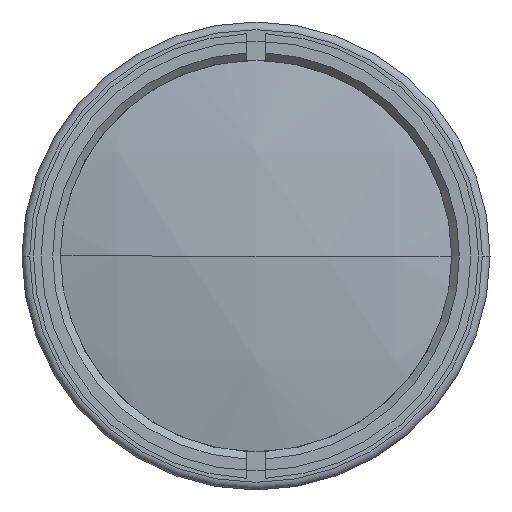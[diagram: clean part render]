
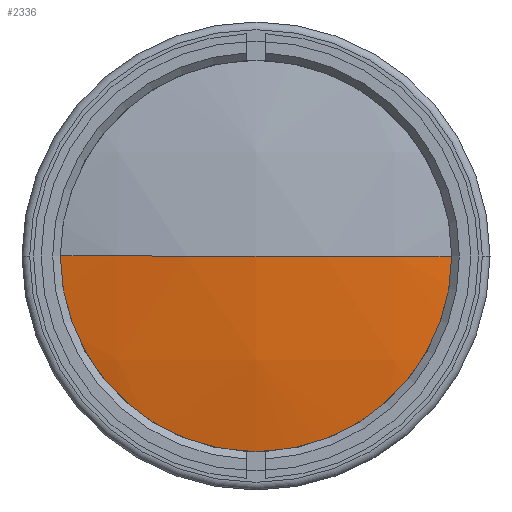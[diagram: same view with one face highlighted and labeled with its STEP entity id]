
A CAD part, left-side view. The second image highlights one B-rep face of the part: STEP entity #2336.
In plain terms, the highlighted spherical face has radius 124 mm.
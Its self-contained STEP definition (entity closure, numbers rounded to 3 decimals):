
#399 = AXIS2_PLACEMENT_3D ( 'NONE', #2413, #3184, #621 ) ;
#445 = AXIS2_PLACEMENT_3D ( 'NONE', #1876, #3022, #760 ) ;
#519 = CARTESIAN_POINT ( 'NONE',  ( 16.66, 0., 0. ) ) ;
#621 = DIRECTION ( 'NONE',  ( 0., 1., 0. ) ) ;
#683 = VERTEX_POINT ( 'NONE', #2140 ) ;
#760 = DIRECTION ( 'NONE',  ( 0., 0., 1. ) ) ;
#825 = DIRECTION ( 'NONE',  ( 0., 1., 0. ) ) ;
#835 = EDGE_CURVE ( 'NONE', #1155, #683, #1344, .T. ) ;
#974 = SPHERICAL_SURFACE ( 'NONE', #399, 124. ) ;
#1155 = VERTEX_POINT ( 'NONE', #2192 ) ;
#1314 = DIRECTION ( 'NONE',  ( 0., 0., 1. ) ) ;
#1344 = CIRCLE ( 'NONE', #445, 27. ) ;
#1542 = CIRCLE ( 'NONE', #2029, 124. ) ;
#1552 = CARTESIAN_POINT ( 'NONE',  ( -107.34, 0., 0. ) ) ;
#1608 = VERTEX_POINT ( 'NONE', #1552 ) ;
#1871 = DIRECTION ( 'NONE',  ( 0., -1., 0. ) ) ;
#1876 = CARTESIAN_POINT ( 'NONE',  ( -104.365, 0., 0. ) ) ;
#1916 = EDGE_LOOP ( 'NONE', ( #2344, #3170, #3238 ) ) ;
#1981 = DIRECTION ( 'NONE',  ( 0., 0., -1. ) ) ;
#2029 = AXIS2_PLACEMENT_3D ( 'NONE', #519, #1981, #825 ) ;
#2140 = CARTESIAN_POINT ( 'NONE',  ( -104.365, -27., 0. ) ) ;
#2167 = EDGE_CURVE ( 'NONE', #1155, #1608, #2431, .T. ) ;
#2192 = CARTESIAN_POINT ( 'NONE',  ( -104.365, 27., 0. ) ) ;
#2336 = ADVANCED_FACE ( 'NONE', ( #2360 ), #974, .T. ) ;
#2344 = ORIENTED_EDGE ( 'NONE', *, *, #835, .T. ) ;
#2360 = FACE_OUTER_BOUND ( 'NONE', #1916, .T. ) ;
#2413 = CARTESIAN_POINT ( 'NONE',  ( 16.66, 0., 0. ) ) ;
#2431 = CIRCLE ( 'NONE', #3095, 124. ) ;
#3022 = DIRECTION ( 'NONE',  ( -1., 0., 0. ) ) ;
#3095 = AXIS2_PLACEMENT_3D ( 'NONE', #3296, #1314, #1871 ) ;
#3170 = ORIENTED_EDGE ( 'NONE', *, *, #3328, .T. ) ;
#3184 = DIRECTION ( 'NONE',  ( 0., 0., -1. ) ) ;
#3238 = ORIENTED_EDGE ( 'NONE', *, *, #2167, .F. ) ;
#3296 = CARTESIAN_POINT ( 'NONE',  ( 16.66, 0., 0. ) ) ;
#3328 = EDGE_CURVE ( 'NONE', #683, #1608, #1542, .T. ) ;
